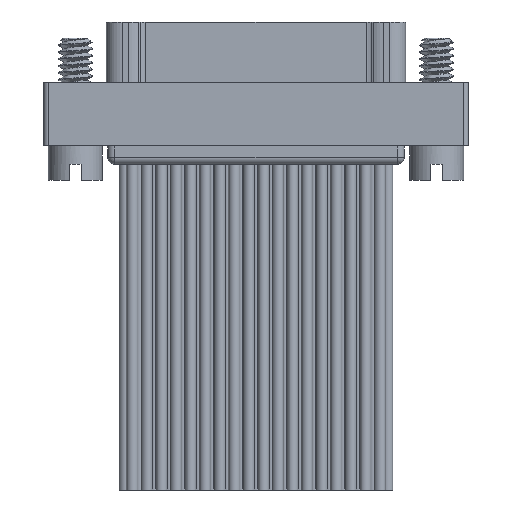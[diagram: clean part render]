
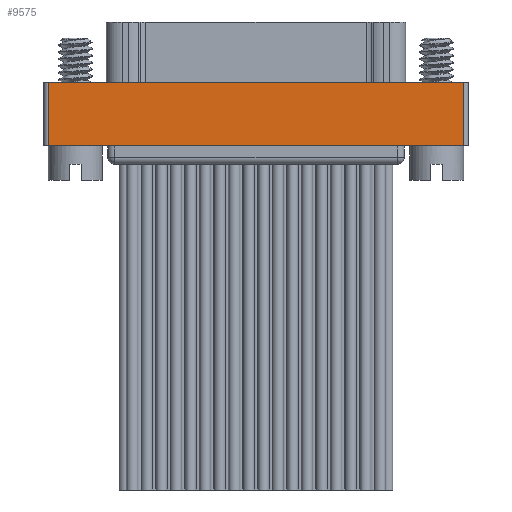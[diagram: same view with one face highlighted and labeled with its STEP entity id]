
A CAD part, front view. The second image highlights one B-rep face of the part: STEP entity #9575.
In plain terms, the highlighted planar face has unit normal (0, -1, 0).
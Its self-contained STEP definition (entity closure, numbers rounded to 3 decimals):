
#264=DIRECTION('',(0.,0.,1.));
#265=VECTOR('',#264,2.75);
#266=CARTESIAN_POINT('',(8.584,-1.702,25.2));
#267=LINE('',#266,#265);
#268=DIRECTION('',(1.,0.,0.));
#269=VECTOR('',#268,18.12);
#270=CARTESIAN_POINT('',(-9.536,-1.702,27.95));
#271=LINE('',#270,#269);
#272=DIRECTION('',(-1.,0.,0.));
#273=VECTOR('',#272,18.12);
#274=CARTESIAN_POINT('',(8.584,-1.702,25.2));
#275=LINE('',#274,#273);
#276=DIRECTION('',(0.,0.,-1.));
#277=VECTOR('',#276,2.75);
#278=CARTESIAN_POINT('',(-9.536,-1.702,27.95));
#279=LINE('',#278,#277);
#7959=CARTESIAN_POINT('',(8.584,-1.702,25.2));
#7960=VERTEX_POINT('',#7959);
#7961=CARTESIAN_POINT('',(-9.536,-1.702,25.2));
#7962=VERTEX_POINT('',#7961);
#7975=CARTESIAN_POINT('',(8.584,-1.702,27.95));
#7976=VERTEX_POINT('',#7975);
#7977=CARTESIAN_POINT('',(-9.536,-1.702,27.95));
#7978=VERTEX_POINT('',#7977);
#9563=CARTESIAN_POINT('',(-0.476,-1.702,26.575));
#9564=DIRECTION('',(0.,1.,0.));
#9565=DIRECTION('',(0.,0.,1.));
#9566=AXIS2_PLACEMENT_3D('',#9563,#9564,#9565);
#9567=PLANE('',#9566);
#9568=ORIENTED_EDGE('',*,*,#9454,.T.);
#9569=ORIENTED_EDGE('',*,*,#9558,.F.);
#9570=ORIENTED_EDGE('',*,*,#9389,.T.);
#9572=ORIENTED_EDGE('',*,*,#9571,.F.);
#9573=EDGE_LOOP('',(#9568,#9569,#9570,#9572));
#9574=FACE_OUTER_BOUND('',#9573,.F.);
#9389=EDGE_CURVE('',#7960,#7962,#275,.T.);
#9454=EDGE_CURVE('',#7978,#7976,#271,.T.);
#9558=EDGE_CURVE('',#7960,#7976,#267,.T.);
#9571=EDGE_CURVE('',#7978,#7962,#279,.T.);
#9575=ADVANCED_FACE('',(#9574),#9567,.F.);
